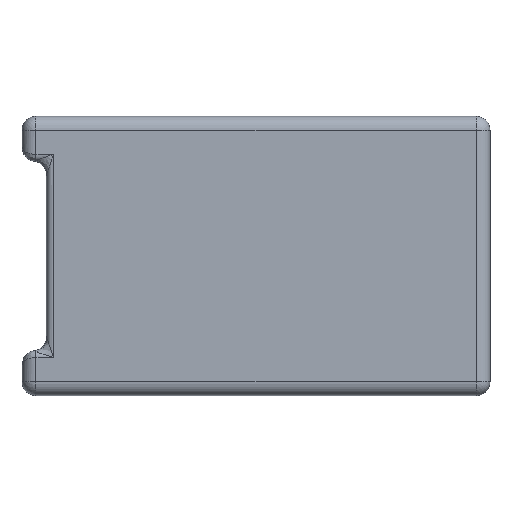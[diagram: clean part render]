
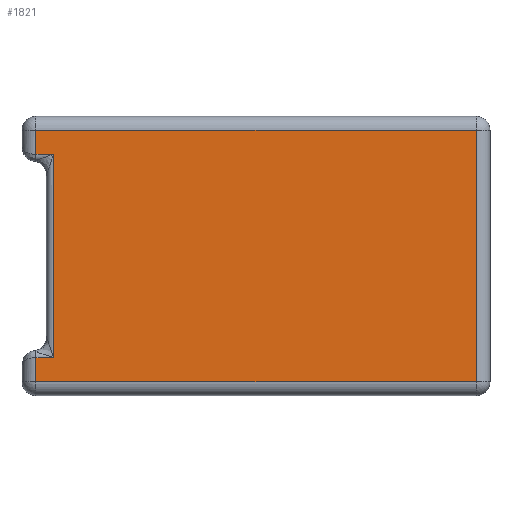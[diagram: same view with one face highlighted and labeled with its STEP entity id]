
A CAD part, front view. The second image highlights one B-rep face of the part: STEP entity #1821.
In plain terms, the highlighted planar face has unit normal (0, -1, 0).
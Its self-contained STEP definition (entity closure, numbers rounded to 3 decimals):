
#1=DIRECTION('',(-1.,0.,0.));
#2=VECTOR('',#1,2.5);
#3=CARTESIAN_POINT('',(-29.,0.,-14.547));
#4=LINE('',#3,#2);
#5=DIRECTION('',(0.,0.,-1.));
#6=VECTOR('',#5,29.095);
#7=CARTESIAN_POINT('',(-29.,0.,14.547));
#8=LINE('',#7,#6);
#9=DIRECTION('',(1.,0.,0.));
#10=VECTOR('',#9,2.5);
#11=CARTESIAN_POINT('',(-31.5,0.,14.547));
#12=LINE('',#11,#10);
#13=DIRECTION('',(0.,0.,-1.));
#14=VECTOR('',#13,3.453);
#15=CARTESIAN_POINT('',(-31.5,0.,18.));
#16=LINE('',#15,#14);
#17=DIRECTION('',(-1.,0.,0.));
#18=VECTOR('',#17,63.);
#19=CARTESIAN_POINT('',(31.5,0.,18.));
#20=LINE('',#19,#18);
#21=DIRECTION('',(0.,0.,1.));
#22=VECTOR('',#21,36.);
#23=CARTESIAN_POINT('',(31.5,0.,-18.));
#24=LINE('',#23,#22);
#25=DIRECTION('',(1.,0.,0.));
#26=VECTOR('',#25,63.);
#27=CARTESIAN_POINT('',(-31.5,0.,-18.));
#28=LINE('',#27,#26);
#29=DIRECTION('',(0.,0.,-1.));
#30=VECTOR('',#29,3.453);
#31=CARTESIAN_POINT('',(-31.5,0.,-14.547));
#32=LINE('',#31,#30);
#47=CARTESIAN_POINT('',(-29.,0.,-14.547));
#78=CARTESIAN_POINT('',(-31.5,0.,-14.547));
#110=CARTESIAN_POINT('',(-31.5,0.,14.547));
#534=CARTESIAN_POINT('',(-29.,0.,14.547));
#1512=CARTESIAN_POINT('',(-31.5,0.,-18.));
#1513=CARTESIAN_POINT('',(31.5,0.,-18.));
#1514=VERTEX_POINT('',#1512);
#1515=VERTEX_POINT('',#1513);
#1516=CARTESIAN_POINT('',(31.5,0.,18.));
#1517=VERTEX_POINT('',#1516);
#1518=CARTESIAN_POINT('',(-31.5,0.,18.));
#1519=VERTEX_POINT('',#1518);
#1732=VERTEX_POINT('',#78);
#1735=VERTEX_POINT('',#110);
#1750=VERTEX_POINT('',#534);
#1761=VERTEX_POINT('',#47);
#1798=CARTESIAN_POINT('',(0.,0.,0.));
#1799=DIRECTION('',(0.,1.,0.));
#1800=DIRECTION('',(1.,0.,0.));
#1801=AXIS2_PLACEMENT_3D('',#1798,#1799,#1800);
#1802=PLANE('',#1801);
#1804=ORIENTED_EDGE('',*,*,#1803,.F.);
#1806=ORIENTED_EDGE('',*,*,#1805,.F.);
#1808=ORIENTED_EDGE('',*,*,#1807,.F.);
#1810=ORIENTED_EDGE('',*,*,#1809,.F.);
#1812=ORIENTED_EDGE('',*,*,#1811,.F.);
#1814=ORIENTED_EDGE('',*,*,#1813,.F.);
#1816=ORIENTED_EDGE('',*,*,#1815,.F.);
#1818=ORIENTED_EDGE('',*,*,#1817,.F.);
#1819=EDGE_LOOP('',(#1804,#1806,#1808,#1810,#1812,#1814,#1816,#1818));
#1820=FACE_OUTER_BOUND('',#1819,.F.);
#1821=ADVANCED_FACE('',(#1820),#1802,.F.);
#1803=EDGE_CURVE('',#1761,#1732,#4,.T.);
#1805=EDGE_CURVE('',#1750,#1761,#8,.T.);
#1807=EDGE_CURVE('',#1735,#1750,#12,.T.);
#1809=EDGE_CURVE('',#1519,#1735,#16,.T.);
#1811=EDGE_CURVE('',#1517,#1519,#20,.T.);
#1813=EDGE_CURVE('',#1515,#1517,#24,.T.);
#1815=EDGE_CURVE('',#1514,#1515,#28,.T.);
#1817=EDGE_CURVE('',#1732,#1514,#32,.T.);
